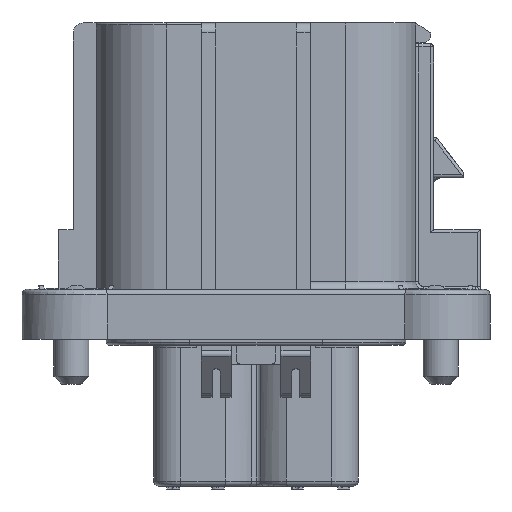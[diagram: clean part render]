
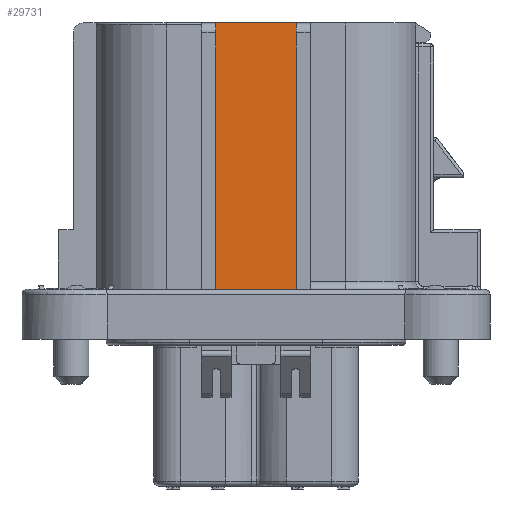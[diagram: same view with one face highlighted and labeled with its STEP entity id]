
A CAD part, front view. The second image highlights one B-rep face of the part: STEP entity #29731.
In plain terms, the highlighted planar face has unit normal (0, -1, 0).
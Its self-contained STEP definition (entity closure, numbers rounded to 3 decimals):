
#2930 = DIRECTION ( 'NONE',  ( 0., 0., 1. ) ) ;
#4656 = CARTESIAN_POINT ( 'NONE',  ( 4.05, -16., -215.853 ) ) ;
#8491 = PLANE ( 'NONE',  #20717 ) ;
#17061 = ORIENTED_EDGE ( 'NONE', *, *, #59566, .F. ) ;
#17744 = CARTESIAN_POINT ( 'NONE',  ( -4.05, -16., -242.553 ) ) ;
#18286 = LINE ( 'NONE', #41372, #32477 ) ;
#20717 = AXIS2_PLACEMENT_3D ( 'NONE', #57025, #39131, #2930 ) ;
#21857 = LINE ( 'NONE', #27970, #36135 ) ;
#22289 = VERTEX_POINT ( 'NONE', #4656 ) ;
#22335 = EDGE_CURVE ( 'NONE', #69196, #50546, #18286, .T. ) ;
#27970 = CARTESIAN_POINT ( 'NONE',  ( 4.05, -16., -215.853 ) ) ;
#29731 = ADVANCED_FACE ( 'NONE', ( #56387 ), #8491, .F. ) ;
#32477 = VECTOR ( 'NONE', #47419, 1000. ) ;
#34333 = CARTESIAN_POINT ( 'NONE',  ( -4.05, -16., -215.853 ) ) ;
#36135 = VECTOR ( 'NONE', #76151, 1000. ) ;
#39131 = DIRECTION ( 'NONE',  ( 0., 1., 0. ) ) ;
#40584 = CARTESIAN_POINT ( 'NONE',  ( 4.05, -16., -242.553 ) ) ;
#40667 = EDGE_LOOP ( 'NONE', ( #17061, #68904, #68723, #64598 ) ) ;
#40692 = DIRECTION ( 'NONE',  ( 0., 0., -1. ) ) ;
#41372 = CARTESIAN_POINT ( 'NONE',  ( -9., -16., -242.553 ) ) ;
#41790 = CARTESIAN_POINT ( 'NONE',  ( -9., -16., -215.853 ) ) ;
#44716 = CARTESIAN_POINT ( 'NONE',  ( -4.05, -16., -215.853 ) ) ;
#47419 = DIRECTION ( 'NONE',  ( 1., 0., 0. ) ) ;
#47848 = DIRECTION ( 'NONE',  ( 1., 0., 0. ) ) ;
#50546 = VERTEX_POINT ( 'NONE', #40584 ) ;
#56387 = FACE_OUTER_BOUND ( 'NONE', #40667, .T. ) ;
#57025 = CARTESIAN_POINT ( 'NONE',  ( -9., -16., -215.853 ) ) ;
#59154 = LINE ( 'NONE', #34333, #71366 ) ;
#59566 = EDGE_CURVE ( 'NONE', #22289, #50546, #21857, .T. ) ;
#64598 = ORIENTED_EDGE ( 'NONE', *, *, #22335, .T. ) ;
#67268 = VECTOR ( 'NONE', #47848, 1000. ) ;
#68349 = EDGE_CURVE ( 'NONE', #68907, #22289, #69094, .T. ) ;
#68723 = ORIENTED_EDGE ( 'NONE', *, *, #69558, .T. ) ;
#68904 = ORIENTED_EDGE ( 'NONE', *, *, #68349, .F. ) ;
#68907 = VERTEX_POINT ( 'NONE', #44716 ) ;
#69094 = LINE ( 'NONE', #41790, #67268 ) ;
#69196 = VERTEX_POINT ( 'NONE', #17744 ) ;
#69558 = EDGE_CURVE ( 'NONE', #68907, #69196, #59154, .T. ) ;
#71366 = VECTOR ( 'NONE', #40692, 1000. ) ;
#76151 = DIRECTION ( 'NONE',  ( 0., 0., -1. ) ) ;
